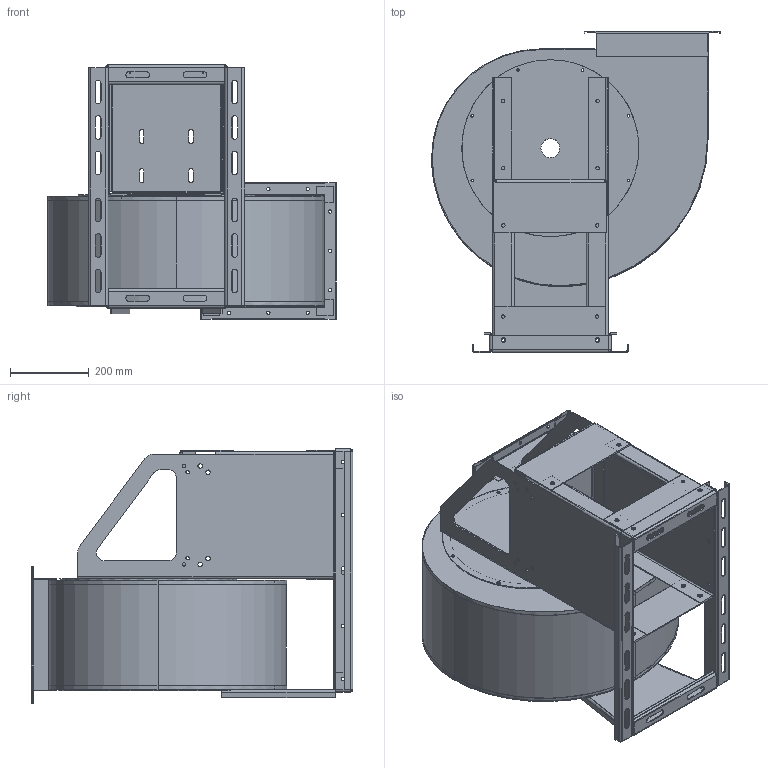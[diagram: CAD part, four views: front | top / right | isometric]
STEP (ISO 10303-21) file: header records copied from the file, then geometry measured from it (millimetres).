
FILE_DESCRIPTION(('STEP AP203'), '1');
FILE_NAME('Âåíòèëÿòîð â ñáîðå', '', ('UNSPECIFIED'), ('UNSPECIFIED'), 'ASCON STEP Converter 1.3', 'ASCON Math Kernel', '');
FILE_SCHEMA(('CONFIG_CONTROL_DESIGN'));
Length unit declared in the file: millimetre
Bounding box: 734.4 x 817.6 x 646.2 mm (x, y, z)
Volume: 5880428.9 mm3; surface area: 5394655.6 mm2
Topology: 5 solids, 5 shells, 1120 faces, 3084 edges, 1912 vertices
Faces by surface type: plane 737, cylinder 355, bspline 24, torus 4
Full cylindrical faces by diameter (mm): 6.5 x16, 8.5 x44, 9.3 x16, 11.3 x38, 48 x1, 80 x1, 270 x1, 274 x1, 278 x1, 280 x1, 284 x1, 350 x1, 400 x2, 410 x2, 450 x1
Entity records: 45187 total; most frequent: CARTESIAN_POINT 6934, DIRECTION 6103, ORIENTED_EDGE 5906, EDGE_CURVE 2953, AXIS2_PLACEMENT_3D 2103, VERTEX_POINT 1912, LINE 1897, VECTOR 1897
